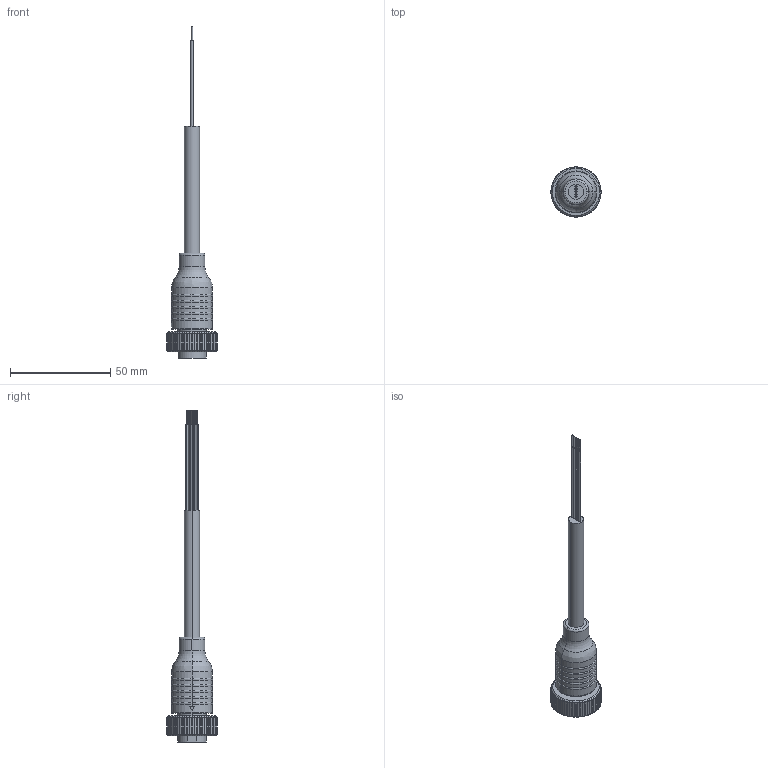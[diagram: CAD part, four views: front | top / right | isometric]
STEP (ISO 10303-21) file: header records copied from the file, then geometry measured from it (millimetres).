
FILE_DESCRIPTION((''),'2;1');
FILE_NAME('247643_SM01_ASM','2026-03-27T13:21:10',('banengservice'),('BANNER ENGINEERING'),'CREO PARAMETRIC BY PTC INC, 2022414','CREO PARAMETRIC BY PTC INC, 2022414','');
FILE_SCHEMA(('CONFIG_CONTROL_DESIGN'));
Length unit declared in the file: millimetre
Products named in the file (2): 247643_EP01; 247643_SM01_ASM
Assembly tree (1 placements, depth 2):
  247643_SM01_ASM
    247643_EP01
Bounding box: 25 x 25 x 165.8 mm (x, y, z)
Volume: 17094.7 mm3; surface area: 9538.3 mm2
Topology: 1 solids, 1 shells, 406 faces, 1014 edges, 644 vertices
Faces by surface type: plane 169, cylinder 169, cone 34, torus 26, bspline 8
Entity records: 16913 total; most frequent: CARTESIAN_POINT 7477, ORIENTED_EDGE 2008, DIRECTION 1890, EDGE_CURVE 1004, AXIS2_PLACEMENT_3D 777, VERTEX_POINT 644, EDGE_LOOP 450, FACE_OUTER_BOUND 406
